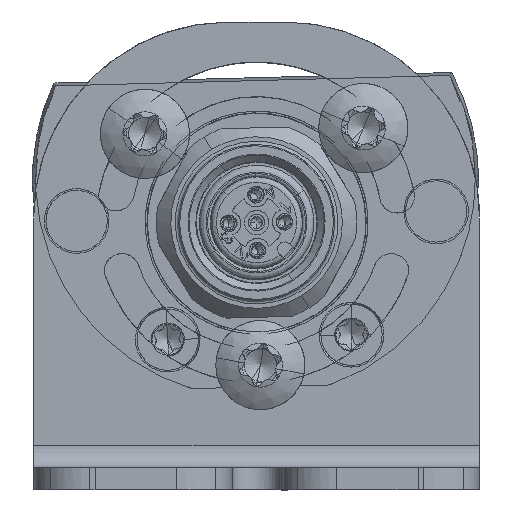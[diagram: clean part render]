
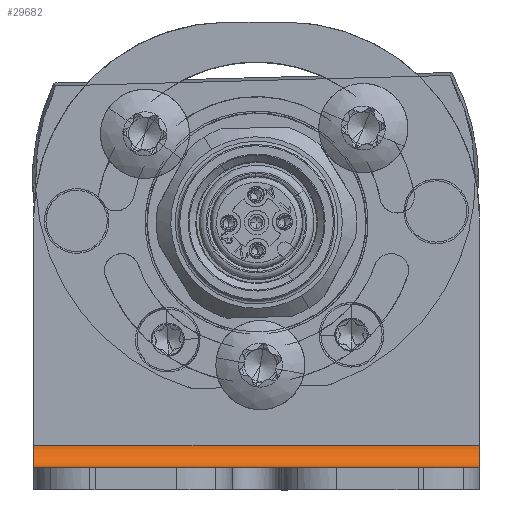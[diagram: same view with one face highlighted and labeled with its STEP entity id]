
A CAD part, front view. The second image highlights one B-rep face of the part: STEP entity #29682.
In plain terms, the highlighted cylindrical face has radius 2 mm (diameter 4 mm), a partial arc.
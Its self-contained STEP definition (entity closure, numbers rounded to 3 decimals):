
#29655=AXIS2_PLACEMENT_3D('Cylinder Axis2P3D',#29652,#29653,#29654) ;
#29668=AXIS2_PLACEMENT_3D('Circle Axis2P3D',#29666,#29667,$) ;
#29673=AXIS2_PLACEMENT_3D('Circle Axis2P3D',#29671,#29672,$) ;
#28703=CARTESIAN_POINT('Vertex',(0.109,23.,4.)) ;
#28706=CARTESIAN_POINT('Line Origine',(20.109,23.,4.)) ;
#28710=CARTESIAN_POINT('Vertex',(40.109,23.,4.)) ;
#29652=CARTESIAN_POINT('Axis2P3D Location',(20.109,21.,4.)) ;
#29657=CARTESIAN_POINT('Line Origine',(20.109,21.,2.)) ;
#29661=CARTESIAN_POINT('Vertex',(40.109,21.,2.)) ;
#29663=CARTESIAN_POINT('Vertex',(0.109,21.,2.)) ;
#29666=CARTESIAN_POINT('Axis2P3D Location',(40.109,21.,4.)) ;
#29671=CARTESIAN_POINT('Axis2P3D Location',(0.109,21.,4.)) ;
#28707=DIRECTION('Vector Direction',(1.,0.,0.)) ;
#29653=DIRECTION('Axis2P3D Direction',(-1.,0.,0.)) ;
#29654=DIRECTION('Axis2P3D XDirection',(0.,1.,0.)) ;
#29658=DIRECTION('Vector Direction',(-1.,0.,0.)) ;
#29667=DIRECTION('Axis2P3D Direction',(-1.,0.,0.)) ;
#29672=DIRECTION('Axis2P3D Direction',(-1.,0.,0.)) ;
#28708=VECTOR('Line Direction',#28707,1.) ;
#29659=VECTOR('Line Direction',#29658,1.) ;
#29677=ORIENTED_EDGE('',*,*,#29665,.F.) ;
#29678=ORIENTED_EDGE('',*,*,#29670,.T.) ;
#29679=ORIENTED_EDGE('',*,*,#28712,.F.) ;
#29680=ORIENTED_EDGE('',*,*,#29675,.F.) ;
#29682=ADVANCED_FACE('Hauptkoerper',(#29681),#29656,.F.) ;
#29669=CIRCLE('generated circle',#29668,2.) ;
#29674=CIRCLE('generated circle',#29673,2.) ;
#29656=CYLINDRICAL_SURFACE('generated cylinder',#29655,2.) ;
#28712=EDGE_CURVE('',#28704,#28711,#28709,.T.) ;
#29665=EDGE_CURVE('',#29662,#29664,#29660,.T.) ;
#29670=EDGE_CURVE('',#29662,#28711,#29669,.F.) ;
#29675=EDGE_CURVE('',#29664,#28704,#29674,.F.) ;
#29676=EDGE_LOOP('',(#29677,#29678,#29679,#29680)) ;
#29681=FACE_OUTER_BOUND('',#29676,.T.) ;
#28709=LINE('Line',#28706,#28708) ;
#29660=LINE('Line',#29657,#29659) ;
#28704=VERTEX_POINT('',#28703) ;
#28711=VERTEX_POINT('',#28710) ;
#29662=VERTEX_POINT('',#29661) ;
#29664=VERTEX_POINT('',#29663) ;
